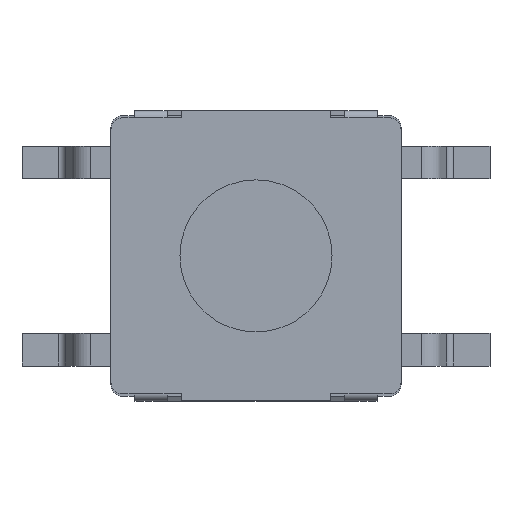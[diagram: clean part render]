
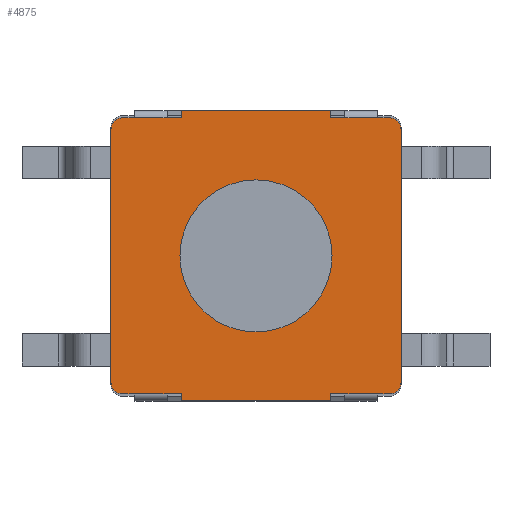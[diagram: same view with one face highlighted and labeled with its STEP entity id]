
A CAD part, top view. The second image highlights one B-rep face of the part: STEP entity #4875.
In plain terms, the highlighted planar face has unit normal (0, 0, 1).
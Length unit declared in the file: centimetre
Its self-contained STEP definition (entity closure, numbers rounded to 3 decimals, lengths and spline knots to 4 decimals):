
#19=FACE_BOUND('',#634,.T.);
#188=CIRCLE('',#5229,0.025);
#189=CIRCLE('',#5230,0.025);
#190=CIRCLE('',#5231,0.025);
#191=CIRCLE('',#5232,0.025);
#192=CIRCLE('',#5233,0.1625);
#360=FACE_OUTER_BOUND('',#633,.T.);
#633=EDGE_LOOP('',(#3669,#3670,#3671,#3672,#3673,#3674,#3675,#3676,#3677,
#3678,#3679,#3680,#3681,#3682,#3683,#3684,#3685,#3686,#3687,#3688,#3689,
#3690,#3691,#3692));
#634=EDGE_LOOP('',(#3693));
#1055=LINE('',#7492,#1623);
#1058=LINE('',#7498,#1626);
#1061=LINE('',#7502,#1629);
#1064=LINE('',#7508,#1632);
#1065=LINE('',#7512,#1633);
#1068=LINE('',#7516,#1636);
#1069=LINE('',#7518,#1637);
#1070=LINE('',#7520,#1638);
#1071=LINE('',#7523,#1639);
#1072=LINE('',#7524,#1640);
#1073=LINE('',#7526,#1641);
#1074=LINE('',#7530,#1642);
#1075=LINE('',#7534,#1643);
#1076=LINE('',#7535,#1644);
#1077=LINE('',#7536,#1645);
#1078=LINE('',#7538,#1646);
#1079=LINE('',#7542,#1647);
#1080=LINE('',#7546,#1648);
#1081=LINE('',#7547,#1649);
#1082=LINE('',#7548,#1650);
#1623=VECTOR('',#6030,1.);
#1626=VECTOR('',#6035,1.);
#1629=VECTOR('',#6040,1.);
#1632=VECTOR('',#6045,1.);
#1633=VECTOR('',#6048,1.);
#1636=VECTOR('',#6053,1.);
#1637=VECTOR('',#6056,1.);
#1638=VECTOR('',#6059,1.);
#1639=VECTOR('',#6062,1.);
#1640=VECTOR('',#6063,1.);
#1641=VECTOR('',#6064,1.);
#1642=VECTOR('',#6067,1.);
#1643=VECTOR('',#6070,1.);
#1644=VECTOR('',#6071,1.);
#1645=VECTOR('',#6072,1.);
#1646=VECTOR('',#6073,1.);
#1647=VECTOR('',#6076,1.);
#1648=VECTOR('',#6079,1.);
#1649=VECTOR('',#6080,1.);
#1650=VECTOR('',#6081,1.);
#2145=VERTEX_POINT('',#7422);
#2152=VERTEX_POINT('',#7438);
#2155=VERTEX_POINT('',#7448);
#2159=VERTEX_POINT('',#7458);
#2165=VERTEX_POINT('',#7474);
#2171=VERTEX_POINT('',#7490);
#2172=VERTEX_POINT('',#7491);
#2173=VERTEX_POINT('',#7496);
#2174=VERTEX_POINT('',#7497);
#2175=VERTEX_POINT('',#7504);
#2176=VERTEX_POINT('',#7506);
#2177=VERTEX_POINT('',#7510);
#2178=VERTEX_POINT('',#7511);
#2179=VERTEX_POINT('',#7522);
#2180=VERTEX_POINT('',#7525);
#2181=VERTEX_POINT('',#7527);
#2182=VERTEX_POINT('',#7529);
#2183=VERTEX_POINT('',#7531);
#2184=VERTEX_POINT('',#7533);
#2185=VERTEX_POINT('',#7537);
#2186=VERTEX_POINT('',#7539);
#2187=VERTEX_POINT('',#7541);
#2188=VERTEX_POINT('',#7543);
#2189=VERTEX_POINT('',#7545);
#2190=VERTEX_POINT('',#7549);
#2722=EDGE_CURVE('',#2171,#2172,#1055,.T.);
#2725=EDGE_CURVE('',#2173,#2174,#1058,.T.);
#2728=EDGE_CURVE('',#2174,#2171,#1061,.T.);
#2731=EDGE_CURVE('',#2175,#2176,#1064,.T.);
#2732=EDGE_CURVE('',#2177,#2178,#1065,.T.);
#2735=EDGE_CURVE('',#2176,#2177,#1068,.T.);
#2736=EDGE_CURVE('',#2172,#2152,#1069,.T.);
#2737=EDGE_CURVE('',#2159,#2173,#1070,.T.);
#2738=EDGE_CURVE('',#2179,#2178,#1071,.T.);
#2739=EDGE_CURVE('',#2165,#2179,#1072,.T.);
#2740=EDGE_CURVE('',#2180,#2165,#1073,.T.);
#2741=EDGE_CURVE('',#2181,#2180,#188,.T.);
#2742=EDGE_CURVE('',#2181,#2182,#1074,.T.);
#2743=EDGE_CURVE('',#2183,#2182,#189,.T.);
#2744=EDGE_CURVE('',#2183,#2184,#1075,.T.);
#2745=EDGE_CURVE('',#2184,#2159,#1076,.T.);
#2746=EDGE_CURVE('',#2152,#2145,#1077,.T.);
#2747=EDGE_CURVE('',#2145,#2185,#1078,.T.);
#2748=EDGE_CURVE('',#2186,#2185,#190,.T.);
#2749=EDGE_CURVE('',#2186,#2187,#1079,.T.);
#2750=EDGE_CURVE('',#2188,#2187,#191,.T.);
#2751=EDGE_CURVE('',#2189,#2188,#1080,.T.);
#2752=EDGE_CURVE('',#2155,#2189,#1081,.T.);
#2753=EDGE_CURVE('',#2175,#2155,#1082,.T.);
#2754=EDGE_CURVE('',#2190,#2190,#192,.T.);
#3669=ORIENTED_EDGE('',*,*,#2738,.F.);
#3670=ORIENTED_EDGE('',*,*,#2739,.F.);
#3671=ORIENTED_EDGE('',*,*,#2740,.F.);
#3672=ORIENTED_EDGE('',*,*,#2741,.F.);
#3673=ORIENTED_EDGE('',*,*,#2742,.T.);
#3674=ORIENTED_EDGE('',*,*,#2743,.F.);
#3675=ORIENTED_EDGE('',*,*,#2744,.T.);
#3676=ORIENTED_EDGE('',*,*,#2745,.T.);
#3677=ORIENTED_EDGE('',*,*,#2737,.T.);
#3678=ORIENTED_EDGE('',*,*,#2725,.T.);
#3679=ORIENTED_EDGE('',*,*,#2728,.T.);
#3680=ORIENTED_EDGE('',*,*,#2722,.T.);
#3681=ORIENTED_EDGE('',*,*,#2736,.T.);
#3682=ORIENTED_EDGE('',*,*,#2746,.T.);
#3683=ORIENTED_EDGE('',*,*,#2747,.T.);
#3684=ORIENTED_EDGE('',*,*,#2748,.F.);
#3685=ORIENTED_EDGE('',*,*,#2749,.T.);
#3686=ORIENTED_EDGE('',*,*,#2750,.F.);
#3687=ORIENTED_EDGE('',*,*,#2751,.F.);
#3688=ORIENTED_EDGE('',*,*,#2752,.F.);
#3689=ORIENTED_EDGE('',*,*,#2753,.F.);
#3690=ORIENTED_EDGE('',*,*,#2731,.T.);
#3691=ORIENTED_EDGE('',*,*,#2735,.T.);
#3692=ORIENTED_EDGE('',*,*,#2732,.T.);
#3693=ORIENTED_EDGE('',*,*,#2754,.T.);
#4653=PLANE('',#5228);
#4875=ADVANCED_FACE('',(#360,#19),#4653,.T.);
#5228=AXIS2_PLACEMENT_3D('',#7521,#6060,#6061);
#5229=AXIS2_PLACEMENT_3D('',#7528,#6065,#6066);
#5230=AXIS2_PLACEMENT_3D('',#7532,#6068,#6069);
#5231=AXIS2_PLACEMENT_3D('',#7540,#6074,#6075);
#5232=AXIS2_PLACEMENT_3D('',#7544,#6077,#6078);
#5233=AXIS2_PLACEMENT_3D('',#7550,#6082,#6083);
#6030=DIRECTION('',(0.,-1.,0.));
#6035=DIRECTION('',(0.,1.,0.));
#6040=DIRECTION('',(-1.,0.,0.));
#6045=DIRECTION('',(0.,-1.,0.));
#6048=DIRECTION('',(0.,1.,0.));
#6053=DIRECTION('',(1.,0.,0.));
#6056=DIRECTION('',(-1.,0.,0.));
#6059=DIRECTION('',(-1.,0.,0.));
#6060=DIRECTION('center_axis',(0.,0.,1.));
#6061=DIRECTION('ref_axis',(-1.,0.,0.));
#6062=DIRECTION('',(-1.,0.,0.));
#6063=DIRECTION('',(-1.,0.,0.));
#6064=DIRECTION('',(-1.,0.,0.));
#6065=DIRECTION('center_axis',(0.,0.,-1.));
#6066=DIRECTION('ref_axis',(0.707,-0.707,0.));
#6067=DIRECTION('',(0.,1.,0.));
#6068=DIRECTION('center_axis',(0.,0.,-1.));
#6069=DIRECTION('ref_axis',(0.707,0.707,0.));
#6070=DIRECTION('',(-1.,0.,0.));
#6071=DIRECTION('',(-1.,0.,0.));
#6072=DIRECTION('',(-1.,0.,0.));
#6073=DIRECTION('',(-1.,0.,0.));
#6074=DIRECTION('center_axis',(0.,0.,-1.));
#6075=DIRECTION('ref_axis',(-0.707,0.707,0.));
#6076=DIRECTION('',(0.,-1.,0.));
#6077=DIRECTION('center_axis',(0.,0.,-1.));
#6078=DIRECTION('ref_axis',(-0.707,-0.707,0.));
#6079=DIRECTION('',(-1.,0.,0.));
#6080=DIRECTION('',(-1.,0.,0.));
#6081=DIRECTION('',(-1.,0.,0.));
#6082=DIRECTION('center_axis',(0.,0.,-1.));
#6083=DIRECTION('ref_axis',(0.,1.,0.));
#7422=CARTESIAN_POINT('',(-0.26,0.295,0.26));
#7438=CARTESIAN_POINT('',(-0.19,0.295,0.26));
#7448=CARTESIAN_POINT('',(-0.19,-0.295,0.26));
#7458=CARTESIAN_POINT('',(0.19,0.295,0.26));
#7474=CARTESIAN_POINT('',(0.26,-0.295,0.26));
#7490=CARTESIAN_POINT('',(-0.16,0.31,0.26));
#7491=CARTESIAN_POINT('',(-0.16,0.295,0.26));
#7492=CARTESIAN_POINT('',(-0.16,0.31,0.26));
#7496=CARTESIAN_POINT('',(0.16,0.295,0.26));
#7497=CARTESIAN_POINT('',(0.16,0.31,0.26));
#7498=CARTESIAN_POINT('',(0.16,0.295,0.26));
#7502=CARTESIAN_POINT('',(0.16,0.31,0.26));
#7504=CARTESIAN_POINT('',(-0.16,-0.295,0.26));
#7506=CARTESIAN_POINT('',(-0.16,-0.31,0.26));
#7508=CARTESIAN_POINT('',(-0.16,-0.2946,0.26));
#7510=CARTESIAN_POINT('',(0.16,-0.31,0.26));
#7511=CARTESIAN_POINT('',(0.16,-0.295,0.26));
#7512=CARTESIAN_POINT('',(0.16,-0.31,0.26));
#7516=CARTESIAN_POINT('',(-0.16,-0.31,0.26));
#7518=CARTESIAN_POINT('',(0.,0.295,0.26));
#7520=CARTESIAN_POINT('',(0.,0.295,0.26));
#7521=CARTESIAN_POINT('Origin',(0.,0.295,0.26));
#7522=CARTESIAN_POINT('',(0.19,-0.295,0.26));
#7523=CARTESIAN_POINT('',(0.,-0.295,0.26));
#7524=CARTESIAN_POINT('',(0.,-0.295,0.26));
#7525=CARTESIAN_POINT('',(0.285,-0.295,0.26));
#7526=CARTESIAN_POINT('',(0.,-0.295,0.26));
#7527=CARTESIAN_POINT('',(0.31,-0.27,0.26));
#7528=CARTESIAN_POINT('Origin',(0.285,-0.27,0.26));
#7529=CARTESIAN_POINT('',(0.31,0.27,0.26));
#7530=CARTESIAN_POINT('',(0.31,-0.295,0.26));
#7531=CARTESIAN_POINT('',(0.285,0.295,0.26));
#7532=CARTESIAN_POINT('Origin',(0.285,0.27,0.26));
#7533=CARTESIAN_POINT('',(0.26,0.295,0.26));
#7534=CARTESIAN_POINT('',(0.,0.295,0.26));
#7535=CARTESIAN_POINT('',(0.,0.295,0.26));
#7536=CARTESIAN_POINT('',(0.,0.295,0.26));
#7537=CARTESIAN_POINT('',(-0.285,0.295,0.26));
#7538=CARTESIAN_POINT('',(0.,0.295,0.26));
#7539=CARTESIAN_POINT('',(-0.31,0.27,0.26));
#7540=CARTESIAN_POINT('Origin',(-0.285,0.27,0.26));
#7541=CARTESIAN_POINT('',(-0.31,-0.27,0.26));
#7542=CARTESIAN_POINT('',(-0.31,-0.295,0.26));
#7543=CARTESIAN_POINT('',(-0.285,-0.295,0.26));
#7544=CARTESIAN_POINT('Origin',(-0.285,-0.27,0.26));
#7545=CARTESIAN_POINT('',(-0.26,-0.295,0.26));
#7546=CARTESIAN_POINT('',(0.,-0.295,0.26));
#7547=CARTESIAN_POINT('',(0.,-0.295,0.26));
#7548=CARTESIAN_POINT('',(0.,-0.295,0.26));
#7549=CARTESIAN_POINT('',(0.,-0.1625,0.26));
#7550=CARTESIAN_POINT('Origin',(0.,0.,0.26));
